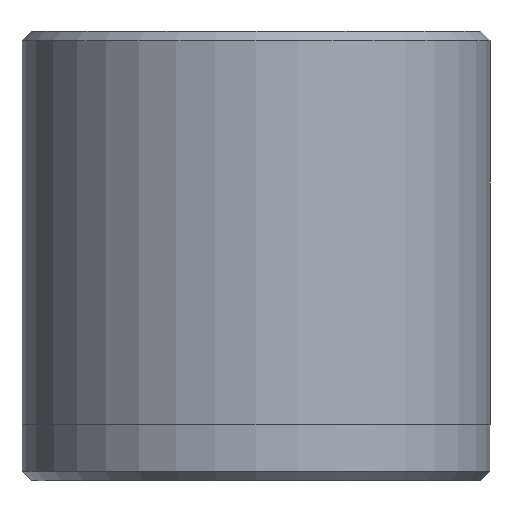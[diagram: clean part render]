
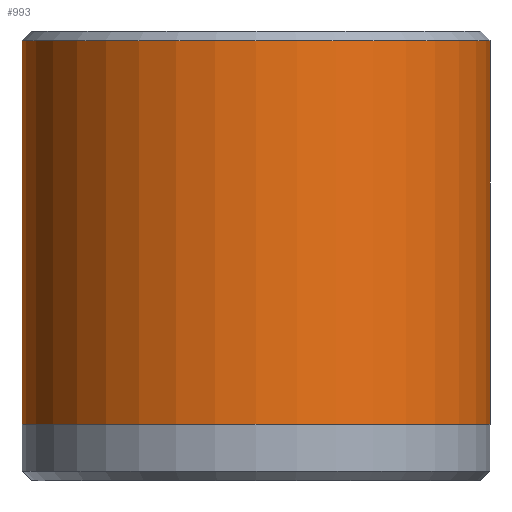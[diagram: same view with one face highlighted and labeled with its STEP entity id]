
A CAD part, front view. The second image highlights one B-rep face of the part: STEP entity #993.
In plain terms, the highlighted cylindrical face has radius 12.5 mm (diameter 25 mm), a partial arc.
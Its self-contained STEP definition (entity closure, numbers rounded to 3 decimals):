
#10 = CARTESIAN_POINT ( 'NONE',  ( 12.5, 0., 24. ) ) ;
#15 = DIRECTION ( 'NONE',  ( 1., 0., 0. ) ) ;
#34 = DIRECTION ( 'NONE',  ( 0., 0., -1. ) ) ;
#53 = EDGE_CURVE ( 'NONE', #460, #1186, #143, .T. ) ;
#101 = CARTESIAN_POINT ( 'NONE',  ( -12.5, 0., 3. ) ) ;
#135 = DIRECTION ( 'NONE',  ( 0., 0., -1. ) ) ;
#143 = LINE ( 'NONE', #10, #145 ) ;
#145 = VECTOR ( 'NONE', #34, 1000. ) ;
#259 = VECTOR ( 'NONE', #135, 1000. ) ;
#301 = CIRCLE ( 'NONE', #740, 12.5 ) ;
#314 = DIRECTION ( 'NONE',  ( 0., 0., -1. ) ) ;
#318 = ORIENTED_EDGE ( 'NONE', *, *, #1204, .T. ) ;
#367 = AXIS2_PLACEMENT_3D ( 'NONE', #691, #314, #1539 ) ;
#398 = FACE_OUTER_BOUND ( 'NONE', #1345, .T. ) ;
#419 = AXIS2_PLACEMENT_3D ( 'NONE', #1150, #1394, #915 ) ;
#460 = VERTEX_POINT ( 'NONE', #478 ) ;
#478 = CARTESIAN_POINT ( 'NONE',  ( 12.5, 0., 23.5 ) ) ;
#528 = CARTESIAN_POINT ( 'NONE',  ( -12.5, 0., 23.5 ) ) ;
#585 = LINE ( 'NONE', #738, #259 ) ;
#638 = CYLINDRICAL_SURFACE ( 'NONE', #367, 12.5 ) ;
#689 = ORIENTED_EDGE ( 'NONE', *, *, #1169, .T. ) ;
#691 = CARTESIAN_POINT ( 'NONE',  ( 0., 0., 24. ) ) ;
#738 = CARTESIAN_POINT ( 'NONE',  ( -12.5, 0., 24. ) ) ;
#740 = AXIS2_PLACEMENT_3D ( 'NONE', #753, #1364, #15 ) ;
#751 = ORIENTED_EDGE ( 'NONE', *, *, #1282, .F. ) ;
#753 = CARTESIAN_POINT ( 'NONE',  ( 0., 0., 23.5 ) ) ;
#915 = DIRECTION ( 'NONE',  ( -1., 0., 0. ) ) ;
#979 = VERTEX_POINT ( 'NONE', #101 ) ;
#993 = ADVANCED_FACE ( 'NONE', ( #398 ), #638, .T. ) ;
#994 = CARTESIAN_POINT ( 'NONE',  ( 12.5, 0., 3. ) ) ;
#1055 = VERTEX_POINT ( 'NONE', #528 ) ;
#1074 = ORIENTED_EDGE ( 'NONE', *, *, #53, .F. ) ;
#1137 = CIRCLE ( 'NONE', #419, 12.5 ) ;
#1150 = CARTESIAN_POINT ( 'NONE',  ( 0., 0., 3. ) ) ;
#1169 = EDGE_CURVE ( 'NONE', #460, #1055, #301, .T. ) ;
#1186 = VERTEX_POINT ( 'NONE', #994 ) ;
#1204 = EDGE_CURVE ( 'NONE', #1055, #979, #585, .T. ) ;
#1282 = EDGE_CURVE ( 'NONE', #1186, #979, #1137, .T. ) ;
#1345 = EDGE_LOOP ( 'NONE', ( #1074, #689, #318, #751 ) ) ;
#1364 = DIRECTION ( 'NONE',  ( 0., 0., -1. ) ) ;
#1394 = DIRECTION ( 'NONE',  ( 0., 0., -1. ) ) ;
#1539 = DIRECTION ( 'NONE',  ( -1., 0., 0. ) ) ;
